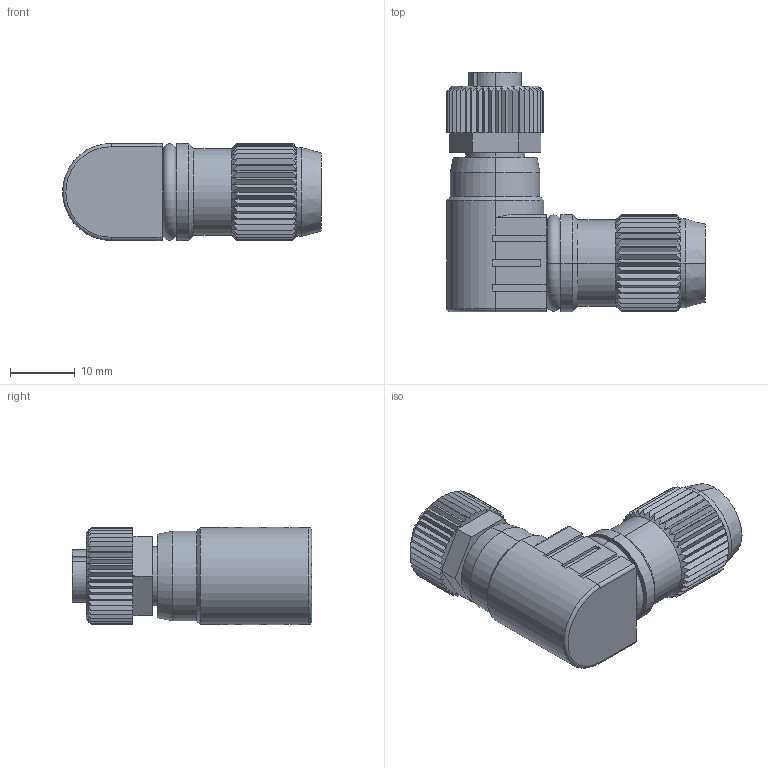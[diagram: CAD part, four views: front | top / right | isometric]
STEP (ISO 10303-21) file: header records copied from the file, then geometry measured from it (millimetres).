
FILE_DESCRIPTION (( 'STEP AP214' ), '1' );
FILE_NAME ('7000-12681-0000000.step', '2016-05-09T18:45:46', ( '' ), ( '' ), 'SwSTEP 2.0', 'SolidWorks 2015', '' );
FILE_SCHEMA (( 'AUTOMOTIVE_DESIGN' ));
Length unit declared in the file: millimetre
Products named in the file (1): 7000-12681-0000000
Bounding box: 40 x 37 x 15 mm (x, y, z)
Volume: 9259.3 mm3; surface area: 4770.9 mm2
Topology: 1 solids, 1 shells, 356 faces, 923 edges, 581 vertices
Faces by surface type: plane 224, cylinder 76, cone 53, torus 3
Entity records: 13052 total; most frequent: CARTESIAN_POINT 2609, ORIENTED_EDGE 1846, DIRECTION 1604, EDGE_CURVE 923, VERTEX_POINT 581, AXIS2_PLACEMENT_3D 570, LINE 464, VECTOR 464
